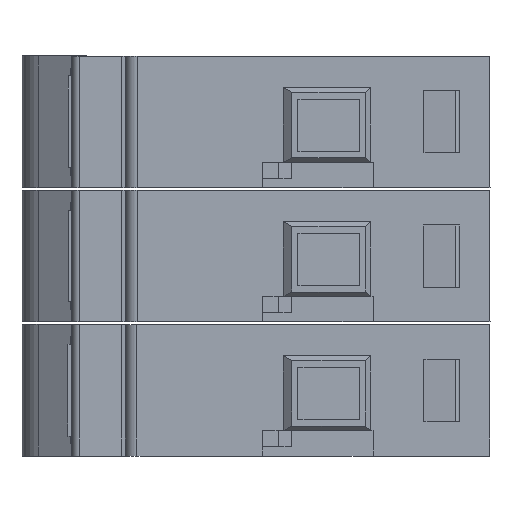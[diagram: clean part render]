
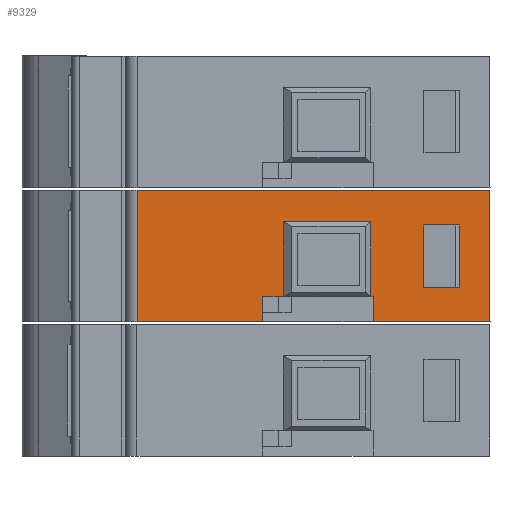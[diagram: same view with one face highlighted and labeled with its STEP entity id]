
A CAD part, left-side view. The second image highlights one B-rep face of the part: STEP entity #9329.
In plain terms, the highlighted planar face has unit normal (-1, 0, 0).
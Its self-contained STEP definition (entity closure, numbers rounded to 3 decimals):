
#7007=CARTESIAN_POINT('',(0.,33.2,0.2));
#7009=DIRECTION('',(0.,-1.,0.));
#7010=VECTOR('',#7009,16.4);
#7011=CARTESIAN_POINT('',(0.,33.2,0.2));
#7012=LINE('',#7011,#7010);
#7017=DIRECTION('',(0.,-1.,0.));
#7018=VECTOR('',#7017,15.25);
#7019=CARTESIAN_POINT('',(0.,2.4,0.2));
#7020=LINE('',#7019,#7018);
#7360=DIRECTION('',(0.,0.,-1.));
#7361=VECTOR('',#7360,3.3);
#7362=CARTESIAN_POINT('',(0.,16.8,3.5));
#7363=LINE('',#7362,#7361);
#7364=DIRECTION('',(0.,0.,-1.));
#7365=VECTOR('',#7364,17.15);
#7366=CARTESIAN_POINT('',(0.,-12.85,17.35));
#7367=LINE('',#7366,#7365);
#7368=DIRECTION('',(0.,0.,1.));
#7369=VECTOR('',#7368,8.094);
#7370=CARTESIAN_POINT('',(0.,-8.85,4.75));
#7371=LINE('',#7370,#7369);
#7372=DIRECTION('',(0.,0.,-1.));
#7373=VECTOR('',#7372,9.779);
#7374=CARTESIAN_POINT('',(0.,2.68,13.279));
#7375=LINE('',#7374,#7373);
#7388=DIRECTION('',(0.,-1.,0.));
#7389=VECTOR('',#7388,0.28);
#7390=CARTESIAN_POINT('',(0.,2.68,3.5));
#7391=LINE('',#7390,#7389);
#7404=DIRECTION('',(0.,-1.,0.));
#7405=VECTOR('',#7404,2.675);
#7406=CARTESIAN_POINT('',(0.,16.8,3.5));
#7407=LINE('',#7406,#7405);
#7412=DIRECTION('',(0.,0.,-1.));
#7413=VECTOR('',#7412,3.3);
#7414=CARTESIAN_POINT('',(0.,2.4,3.5));
#7415=LINE('',#7414,#7413);
#7468=DIRECTION('',(0.,0.,1.));
#7469=VECTOR('',#7468,9.779);
#7470=CARTESIAN_POINT('',(0.,14.125,3.5));
#7471=LINE('',#7470,#7469);
#7488=DIRECTION('',(0.,-1.,0.));
#7489=VECTOR('',#7488,11.445);
#7490=CARTESIAN_POINT('',(0.,14.125,13.279));
#7491=LINE('',#7490,#7489);
#7548=DIRECTION('',(0.,0.,-1.));
#7549=VECTOR('',#7548,17.15);
#7550=CARTESIAN_POINT('',(0.,33.2,17.35));
#7551=LINE('',#7550,#7549);
#7684=DIRECTION('',(0.,1.,0.));
#7685=VECTOR('',#7684,46.05);
#7686=CARTESIAN_POINT('',(0.,-12.85,17.35));
#7687=LINE('',#7686,#7685);
#8159=DIRECTION('',(0.,-1.,0.));
#8160=VECTOR('',#8159,1.351);
#8161=CARTESIAN_POINT('',(0.,-7.499,12.844));
#8162=LINE('',#8161,#8160);
#8200=DIRECTION('',(0.,-1.,0.));
#8201=VECTOR('',#8200,2.86);
#8202=CARTESIAN_POINT('',(0.,-4.64,5.576));
#8203=LINE('',#8202,#8201);
#8216=DIRECTION('',(0.,0.,1.));
#8217=VECTOR('',#8216,0.826);
#8218=CARTESIAN_POINT('',(0.,-4.64,4.75));
#8219=LINE('',#8218,#8217);
#8229=DIRECTION('',(0.,1.,0.));
#8230=VECTOR('',#8229,4.21);
#8231=CARTESIAN_POINT('',(0.,-8.85,4.75));
#8232=LINE('',#8231,#8230);
#8257=DIRECTION('',(0.,0.,1.));
#8258=VECTOR('',#8257,7.269);
#8259=CARTESIAN_POINT('',(0.,-7.499,5.576));
#8260=LINE('',#8259,#8258);
#8375=VERTEX_POINT('',#7007);
#8376=CARTESIAN_POINT('',(0.,16.8,0.2));
#8377=VERTEX_POINT('',#8376);
#8382=CARTESIAN_POINT('',(0.,2.4,0.2));
#8383=VERTEX_POINT('',#8382);
#8384=CARTESIAN_POINT('',(0.,-12.85,0.2));
#8385=VERTEX_POINT('',#8384);
#8546=CARTESIAN_POINT('',(0.,16.8,3.5));
#8547=VERTEX_POINT('',#8546);
#8548=CARTESIAN_POINT('',(0.,2.68,13.279));
#8549=CARTESIAN_POINT('',(0.,2.68,3.5));
#8550=VERTEX_POINT('',#8548);
#8551=VERTEX_POINT('',#8549);
#8552=CARTESIAN_POINT('',(0.,14.125,13.279));
#8553=VERTEX_POINT('',#8552);
#8554=CARTESIAN_POINT('',(0.,14.125,3.5));
#8555=VERTEX_POINT('',#8554);
#8556=CARTESIAN_POINT('',(0.,33.2,17.35));
#8557=VERTEX_POINT('',#8556);
#8558=CARTESIAN_POINT('',(0.,-12.85,17.35));
#8559=VERTEX_POINT('',#8558);
#8560=CARTESIAN_POINT('',(0.,2.4,3.5));
#8561=VERTEX_POINT('',#8560);
#8562=CARTESIAN_POINT('',(0.,-7.499,12.844));
#8563=CARTESIAN_POINT('',(0.,-8.85,12.844));
#8564=VERTEX_POINT('',#8562);
#8565=VERTEX_POINT('',#8563);
#8566=CARTESIAN_POINT('',(0.,-7.499,5.576));
#8567=VERTEX_POINT('',#8566);
#8568=CARTESIAN_POINT('',(0.,-4.64,5.576));
#8569=VERTEX_POINT('',#8568);
#8570=CARTESIAN_POINT('',(0.,-4.64,4.75));
#8571=VERTEX_POINT('',#8570);
#8572=CARTESIAN_POINT('',(0.,-8.85,4.75));
#8573=VERTEX_POINT('',#8572);
#9287=CARTESIAN_POINT('',(0.,-12.85,0.2));
#9288=DIRECTION('',(-1.,0.,0.));
#9289=DIRECTION('',(0.,1.,0.));
#9290=AXIS2_PLACEMENT_3D('',#9287,#9288,#9289);
#9291=PLANE('',#9290);
#9293=ORIENTED_EDGE('',*,*,#9292,.F.);
#9295=ORIENTED_EDGE('',*,*,#9294,.F.);
#9297=ORIENTED_EDGE('',*,*,#9296,.F.);
#9299=ORIENTED_EDGE('',*,*,#9298,.F.);
#9301=ORIENTED_EDGE('',*,*,#9300,.T.);
#9302=ORIENTED_EDGE('',*,*,#8815,.F.);
#9304=ORIENTED_EDGE('',*,*,#9303,.F.);
#9306=ORIENTED_EDGE('',*,*,#9305,.F.);
#9307=ORIENTED_EDGE('',*,*,#9272,.T.);
#9308=ORIENTED_EDGE('',*,*,#8823,.F.);
#9310=ORIENTED_EDGE('',*,*,#9309,.F.);
#9312=ORIENTED_EDGE('',*,*,#9311,.F.);
#9313=EDGE_LOOP('',(#9293,#9295,#9297,#9299,#9301,#9302,#9304,#9306,#9307,#9308,
#9310,#9312));
#9314=FACE_OUTER_BOUND('',#9313,.F.);
#9316=ORIENTED_EDGE('',*,*,#9315,.F.);
#9318=ORIENTED_EDGE('',*,*,#9317,.F.);
#9320=ORIENTED_EDGE('',*,*,#9319,.F.);
#9322=ORIENTED_EDGE('',*,*,#9321,.F.);
#9324=ORIENTED_EDGE('',*,*,#9323,.F.);
#9326=ORIENTED_EDGE('',*,*,#9325,.T.);
#9327=EDGE_LOOP('',(#9316,#9318,#9320,#9322,#9324,#9326));
#9328=FACE_BOUND('',#9327,.F.);
#9329=ADVANCED_FACE('',(#9314,#9328),#9291,.T.);
#8815=EDGE_CURVE('',#8375,#8377,#7012,.T.);
#8823=EDGE_CURVE('',#8383,#8385,#7020,.T.);
#9272=EDGE_CURVE('',#8559,#8385,#7367,.T.);
#9292=EDGE_CURVE('',#8550,#8551,#7375,.T.);
#9294=EDGE_CURVE('',#8553,#8550,#7491,.T.);
#9296=EDGE_CURVE('',#8555,#8553,#7471,.T.);
#9298=EDGE_CURVE('',#8547,#8555,#7407,.T.);
#9300=EDGE_CURVE('',#8547,#8377,#7363,.T.);
#9303=EDGE_CURVE('',#8557,#8375,#7551,.T.);
#9305=EDGE_CURVE('',#8559,#8557,#7687,.T.);
#9309=EDGE_CURVE('',#8561,#8383,#7415,.T.);
#9311=EDGE_CURVE('',#8551,#8561,#7391,.T.);
#9315=EDGE_CURVE('',#8564,#8565,#8162,.T.);
#9317=EDGE_CURVE('',#8567,#8564,#8260,.T.);
#9319=EDGE_CURVE('',#8569,#8567,#8203,.T.);
#9321=EDGE_CURVE('',#8571,#8569,#8219,.T.);
#9323=EDGE_CURVE('',#8573,#8571,#8232,.T.);
#9325=EDGE_CURVE('',#8573,#8565,#7371,.T.);
